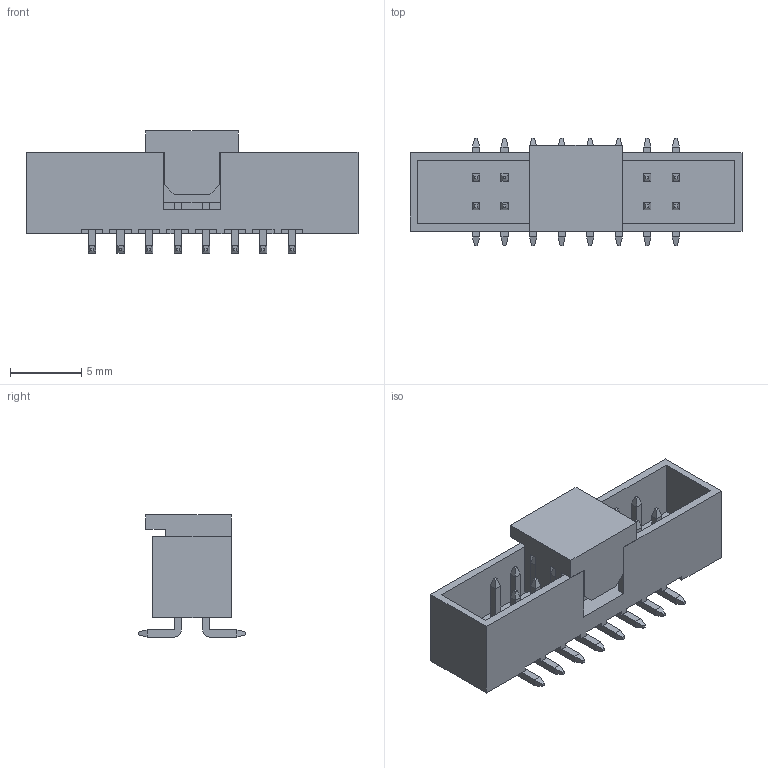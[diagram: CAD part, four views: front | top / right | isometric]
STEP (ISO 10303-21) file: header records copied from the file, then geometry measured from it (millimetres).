
FILE_DESCRIPTION( ( 'Unknown' ), '1' );
FILE_NAME( '62501620621.stp', 'Unknown', ( 'Unknown' ), ( 'Unknown' ), 'PSStep 15.0.49', 'Unknown', ' ' );
FILE_SCHEMA( ( 'AUTOMOTIVE_DESIGN { 1 0 10303 214 1 1 1 1 }' ) );
Length unit declared in the file: millimetre
Products named in the file (4): Assem1; 62501621621; 6253xx20621_PIN; 6253xx20621_PAD
Assembly tree (18 placements, depth 2):
  Assem1
    62501621621
    6253xx20621_PIN  x16
    6253xx20621_PAD
Bounding box: 23.25 x 7.5 x 8.55 mm (x, y, z)
Volume: 458.6 mm3; surface area: 1406.1 mm2
Topology: 18 solids, 18 shells, 474 faces, 1186 edges, 748 vertices
Faces by surface type: plane 458, cylinder 16
Entity records: 9029 total; most frequent: CARTESIAN_POINT 1287, ORIENTED_EDGE 1262, DIRECTION 1109, EDGE_CURVE 631, LINE 629, VECTOR 629, VERTEX_POINT 418, EDGE_LOOP 251
